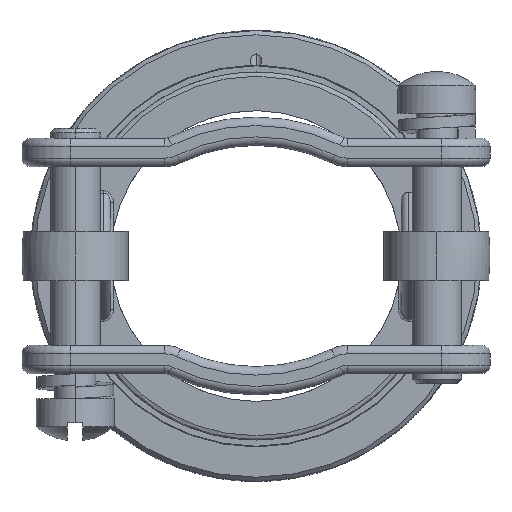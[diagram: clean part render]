
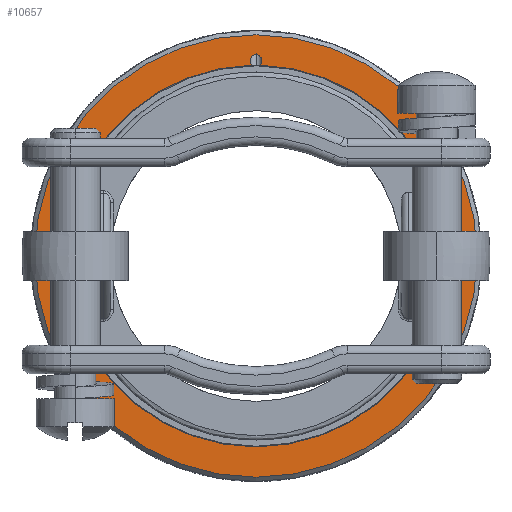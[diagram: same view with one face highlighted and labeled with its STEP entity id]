
A CAD part, front view. The second image highlights one B-rep face of the part: STEP entity #10657.
In plain terms, the highlighted planar face has unit normal (0, -1, 0).
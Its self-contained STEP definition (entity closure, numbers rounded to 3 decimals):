
#959=CARTESIAN_POINT('',(-11.499,1.756,-6.996));
#960=CARTESIAN_POINT('',(-11.53,1.756,-7.063));
#961=CARTESIAN_POINT('',(-11.594,1.756,-7.14));
#962=CARTESIAN_POINT('',(-11.725,1.756,-7.243));
#963=CARTESIAN_POINT('',(-11.892,1.756,-7.298));
#964=CARTESIAN_POINT('',(-12.062,1.756,-7.293));
#965=CARTESIAN_POINT('',(-12.2,1.756,-7.227));
#966=CARTESIAN_POINT('',(-12.271,1.756,-7.17));
#967=CARTESIAN_POINT('',(-12.308,1.756,-7.106));
#969=CARTESIAN_POINT('',(12.308,1.756,-7.106));
#970=CARTESIAN_POINT('',(12.271,1.756,-7.17));
#971=CARTESIAN_POINT('',(12.2,1.756,-7.227));
#972=CARTESIAN_POINT('',(12.062,1.756,-7.293));
#973=CARTESIAN_POINT('',(11.892,1.756,-7.298));
#974=CARTESIAN_POINT('',(11.725,1.756,-7.243));
#975=CARTESIAN_POINT('',(11.594,1.756,-7.14));
#976=CARTESIAN_POINT('',(11.53,1.756,-7.063));
#977=CARTESIAN_POINT('',(11.499,1.756,-6.996));
#979=CARTESIAN_POINT('',(11.808,1.756,-6.461));
#980=CARTESIAN_POINT('',(11.882,1.756,-6.454));
#981=CARTESIAN_POINT('',(11.98,1.756,-6.471));
#982=CARTESIAN_POINT('',(12.135,1.756,-6.533));
#983=CARTESIAN_POINT('',(12.266,1.756,-6.649));
#984=CARTESIAN_POINT('',(12.347,1.756,-6.799));
#985=CARTESIAN_POINT('',(12.359,1.756,-6.952));
#986=CARTESIAN_POINT('',(12.345,1.756,-7.042));
#987=CARTESIAN_POINT('',(12.308,1.756,-7.106));
#989=CARTESIAN_POINT('',(0.,1.756,14.212));
#990=CARTESIAN_POINT('',(0.074,1.756,14.212));
#991=CARTESIAN_POINT('',(0.159,1.756,14.179));
#992=CARTESIAN_POINT('',(0.285,1.756,14.092));
#993=CARTESIAN_POINT('',(0.375,1.756,13.948));
#994=CARTESIAN_POINT('',(0.41,1.756,13.775));
#995=CARTESIAN_POINT('',(0.386,1.756,13.611));
#996=CARTESIAN_POINT('',(0.352,1.756,13.517));
#997=CARTESIAN_POINT('',(0.309,1.756,13.456));
#999=CARTESIAN_POINT('',(-0.309,1.756,13.456));
#1000=CARTESIAN_POINT('',(-0.352,1.756,13.517));
#1001=CARTESIAN_POINT('',(-0.386,1.756,13.611));
#1002=CARTESIAN_POINT('',(-0.41,1.756,13.775));
#1003=CARTESIAN_POINT('',(-0.375,1.756,13.948));
#1004=CARTESIAN_POINT('',(-0.285,1.756,14.092));
#1005=CARTESIAN_POINT('',(-0.159,1.756,14.179));
#1006=CARTESIAN_POINT('',(-0.074,1.756,14.212));
#1007=CARTESIAN_POINT('',(0.,1.756,14.212));
#1009=CARTESIAN_POINT('',(-12.308,1.756,-7.106));
#1010=CARTESIAN_POINT('',(-12.345,1.756,-7.042));
#1011=CARTESIAN_POINT('',(-12.359,1.756,-6.952));
#1012=CARTESIAN_POINT('',(-12.347,1.756,-6.799));
#1013=CARTESIAN_POINT('',(-12.266,1.756,-6.649));
#1014=CARTESIAN_POINT('',(-12.135,1.756,-6.533));
#1015=CARTESIAN_POINT('',(-11.98,1.756,-6.471));
#1016=CARTESIAN_POINT('',(-11.882,1.756,-6.454));
#1017=CARTESIAN_POINT('',(-11.808,1.756,-6.461));
#1019=CARTESIAN_POINT('',(0.,1.756,
0.));
#1020=DIRECTION('',(0.,1.,0.));
#1021=DIRECTION('',(-1.,0.,0.));
#1022=AXIS2_PLACEMENT_3D('',#1019,#1020,#1021);
#1024=CARTESIAN_POINT('',(0.,1.756,
0.));
#1025=DIRECTION('',(0.,1.,0.));
#1026=DIRECTION('',(1.,0.,0.));
#1027=AXIS2_PLACEMENT_3D('',#1024,#1025,#1026);
#2031=CARTESIAN_POINT('',(0.,1.756,0.));
#2032=DIRECTION('',(0.,1.,0.));
#2033=DIRECTION('',(0.023,0.,1.));
#2034=AXIS2_PLACEMENT_3D('',#2031,#2032,#2033);
#2048=CARTESIAN_POINT('',(0.,1.756,0.));
#2049=DIRECTION('',(0.,1.,0.));
#2050=DIRECTION('',(0.854,0.,-0.52));
#2051=AXIS2_PLACEMENT_3D('',#2048,#2049,#2050);
#2059=CARTESIAN_POINT('',(0.,1.756,0.));
#2060=DIRECTION('',(0.,1.,0.));
#2061=DIRECTION('',(-0.877,0.,-0.48));
#2062=AXIS2_PLACEMENT_3D('',#2059,#2060,#2061);
#9014=VERTEX_POINT('',#999);
#9015=VERTEX_POINT('',#1007);
#9016=VERTEX_POINT('',#997);
#9029=VERTEX_POINT('',#979);
#9030=VERTEX_POINT('',#987);
#9031=VERTEX_POINT('',#977);
#9038=VERTEX_POINT('',#959);
#9039=VERTEX_POINT('',#967);
#9040=VERTEX_POINT('',#1017);
#10149=CARTESIAN_POINT('',(-15.6,1.756,0.));
#10150=CARTESIAN_POINT('',(15.6,1.756,0.));
#10151=VERTEX_POINT('',#10149);
#10152=VERTEX_POINT('',#10150);
#10627=CARTESIAN_POINT('',(0.,1.756,0.));
#10628=DIRECTION('',(0.,1.,0.));
#10629=DIRECTION('',(1.,0.,0.));
#10630=AXIS2_PLACEMENT_3D('',#10627,#10628,#10629);
#10631=PLANE('',#10630);
#10633=ORIENTED_EDGE('',*,*,#10632,.T.);
#10635=ORIENTED_EDGE('',*,*,#10634,.T.);
#10636=EDGE_LOOP('',(#10633,#10635));
#10637=FACE_OUTER_BOUND('',#10636,.F.);
#10639=ORIENTED_EDGE('',*,*,#10638,.F.);
#10641=ORIENTED_EDGE('',*,*,#10640,.F.);
#10643=ORIENTED_EDGE('',*,*,#10642,.F.);
#10645=ORIENTED_EDGE('',*,*,#10644,.F.);
#10647=ORIENTED_EDGE('',*,*,#10646,.F.);
#10649=ORIENTED_EDGE('',*,*,#10648,.F.);
#10650=ORIENTED_EDGE('',*,*,#10613,.F.);
#10652=ORIENTED_EDGE('',*,*,#10651,.F.);
#10654=ORIENTED_EDGE('',*,*,#10653,.F.);
#10655=EDGE_LOOP('',(#10639,#10641,#10643,#10645,#10647,#10649,#10650,#10652,
#10654));
#10656=FACE_BOUND('',#10655,.F.);
#10657=ADVANCED_FACE('',(#10637,#10656),#10631,.F.);
#968=B_SPLINE_CURVE_WITH_KNOTS('',3,(#959,#960,#961,#962,#963,#964,#965,#966,
#967),.UNSPECIFIED.,.F.,.F.,(4,1,1,1,1,1,4),(0.,0.125,0.25,0.5,0.75,
0.875,1.),.UNSPECIFIED.);
#978=B_SPLINE_CURVE_WITH_KNOTS('',3,(#969,#970,#971,#972,#973,#974,#975,#976,
#977),.UNSPECIFIED.,.F.,.F.,(4,1,1,1,1,1,4),(0.,0.125,0.25,0.5,0.75,
0.875,1.),.UNSPECIFIED.);
#988=B_SPLINE_CURVE_WITH_KNOTS('',3,(#979,#980,#981,#982,#983,#984,#985,#986,
#987),.UNSPECIFIED.,.F.,.F.,(4,1,1,1,1,1,4),(0.,0.125,0.25,0.5,0.75,
0.875,1.),.UNSPECIFIED.);
#998=B_SPLINE_CURVE_WITH_KNOTS('',3,(#989,#990,#991,#992,#993,#994,#995,#996,
#997),.UNSPECIFIED.,.F.,.F.,(4,1,1,1,1,1,4),(0.,0.125,0.25,0.5,0.75,
0.875,1.),.UNSPECIFIED.);
#1008=B_SPLINE_CURVE_WITH_KNOTS('',3,(#999,#1000,#1001,#1002,#1003,#1004,#1005,
#1006,#1007),.UNSPECIFIED.,.F.,.F.,(4,1,1,1,1,1,4),(0.,0.125,0.25,0.5,
0.75,0.875,1.),.UNSPECIFIED.);
#1018=B_SPLINE_CURVE_WITH_KNOTS('',3,(#1009,#1010,#1011,#1012,#1013,#1014,#1015,
#1016,#1017),.UNSPECIFIED.,.F.,.F.,(4,1,1,1,1,1,4),(0.,0.125,0.25,0.5,
0.75,0.875,1.),.UNSPECIFIED.);
#1023=CIRCLE('',#1022,15.6);
#1028=CIRCLE('',#1027,15.6);
#2035=CIRCLE('',#2034,13.46);
#2052=CIRCLE('',#2051,13.46);
#2063=CIRCLE('',#2062,13.46);
#10613=EDGE_CURVE('',#9014,#9015,#1008,.T.);
#10632=EDGE_CURVE('',#10151,#10152,#1023,.T.);
#10634=EDGE_CURVE('',#10152,#10151,#1028,.T.);
#10638=EDGE_CURVE('',#9038,#9039,#968,.T.);
#10640=EDGE_CURVE('',#9031,#9038,#2052,.T.);
#10642=EDGE_CURVE('',#9030,#9031,#978,.T.);
#10644=EDGE_CURVE('',#9029,#9030,#988,.T.);
#10646=EDGE_CURVE('',#9016,#9029,#2035,.T.);
#10648=EDGE_CURVE('',#9015,#9016,#998,.T.);
#10651=EDGE_CURVE('',#9040,#9014,#2063,.T.);
#10653=EDGE_CURVE('',#9039,#9040,#1018,.T.);
